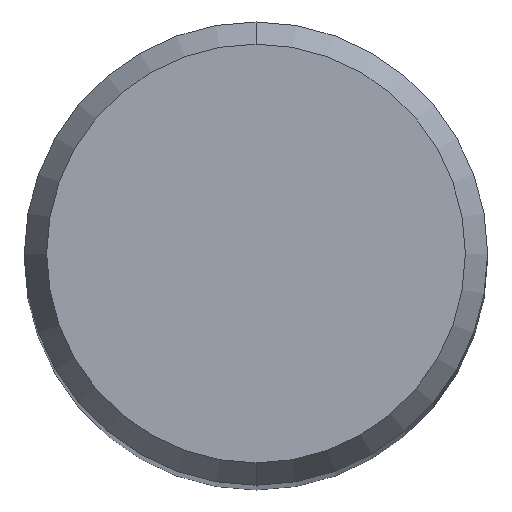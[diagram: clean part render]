
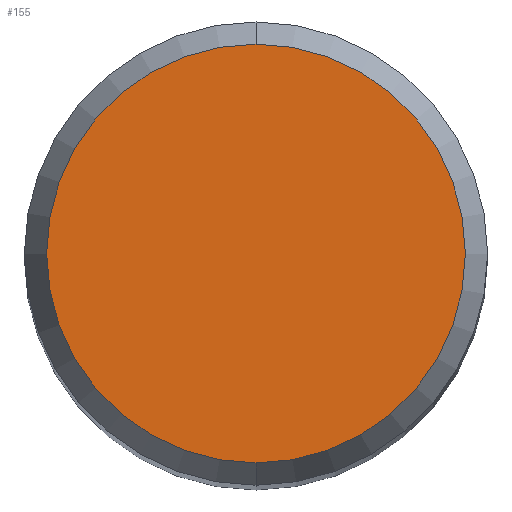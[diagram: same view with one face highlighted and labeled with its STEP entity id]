
A CAD part, top view. The second image highlights one B-rep face of the part: STEP entity #155.
In plain terms, the highlighted planar face has unit normal (0, 0, 1).
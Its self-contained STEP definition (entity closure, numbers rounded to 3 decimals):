
#87=VERTEX_POINT('',#214);
#107=EDGE_CURVE('',#87,#141,#235,.T.);
#141=VERTEX_POINT('',#274);
#155=ADVANCED_FACE('',(#288),#289,.T.);
#181=EDGE_CURVE('',#141,#87,#321,.T.);
#214=CARTESIAN_POINT('',(0.,-2.158,0.01));
#235=CIRCLE('',#373,2.158);
#274=CARTESIAN_POINT('',(0.0,2.158,0.01));
#288=FACE_OUTER_BOUND('',#441,.T.);
#289=PLANE('',#442);
#321=CIRCLE('',#481,2.158);
#373=AXIS2_PLACEMENT_3D('',#513,#514,#515);
#441=EDGE_LOOP('',(#580,#581));
#442=AXIS2_PLACEMENT_3D('',#582,#583,#584);
#481=AXIS2_PLACEMENT_3D('',#638,#639,#640);
#513=CARTESIAN_POINT('',(0.0,0.0,0.01));
#514=DIRECTION('',(0.0,0.0,-1.0));
#515=DIRECTION('',(0.0,1.0,0.0));
#580=ORIENTED_EDGE('',*,*,#181,.F.);
#581=ORIENTED_EDGE('',*,*,#107,.F.);
#582=CARTESIAN_POINT('',(0.0,1.079,0.01));
#583=DIRECTION('',(-0.0,0.0,1.0));
#584=DIRECTION('',(0.0,-1.0,0.0));
#638=CARTESIAN_POINT('',(0.0,0.0,0.01));
#639=DIRECTION('',(0.0,0.0,-1.0));
#640=DIRECTION('',(0.0,1.0,0.0));
